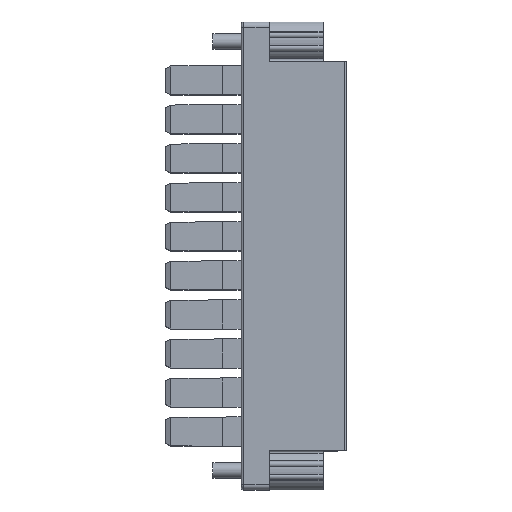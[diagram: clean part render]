
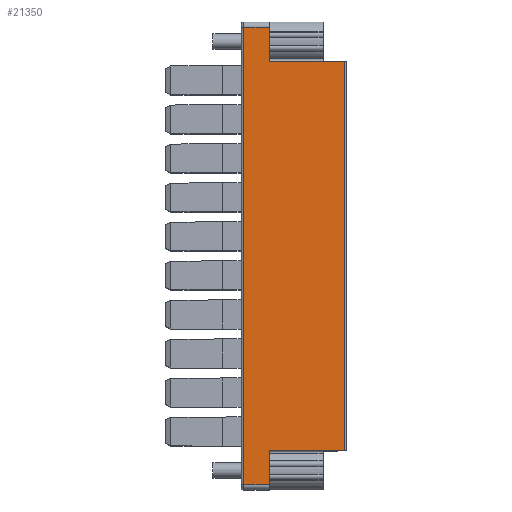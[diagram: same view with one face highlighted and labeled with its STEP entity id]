
A CAD part, top view. The second image highlights one B-rep face of the part: STEP entity #21350.
In plain terms, the highlighted planar face has unit normal (0, 0, 1).
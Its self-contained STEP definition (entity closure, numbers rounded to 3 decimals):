
#13=DIRECTION('',(1.,0.,0.));
#14=VECTOR('',#13,14.75);
#15=CARTESIAN_POINT('',(2.834,0.,9.079));
#16=LINE('',#15,#14);
#2863=DIRECTION('',(-1.,0.,0.));
#2864=VECTOR('',#2863,14.75);
#2865=CARTESIAN_POINT('',(17.584,76.15,9.079));
#2866=LINE('',#2865,#2864);
#3047=DIRECTION('',(0.,1.,0.));
#3048=VECTOR('',#3047,89.39);
#3049=CARTESIAN_POINT('',(-2.166,-6.62,
9.079));
#3050=LINE('',#3049,#3048);
#3051=DIRECTION('',(-1.,0.,0.));
#3052=VECTOR('',#3051,5.);
#3053=CARTESIAN_POINT('',(2.834,82.77,9.079));
#3054=LINE('',#3053,#3052);
#3055=DIRECTION('',(0.,-1.,0.));
#3056=VECTOR('',#3055,6.62);
#3057=CARTESIAN_POINT('',(2.834,82.77,9.079));
#3058=LINE('',#3057,#3056);
#3059=DIRECTION('',(0.,1.,0.));
#3060=VECTOR('',#3059,6.62);
#3061=CARTESIAN_POINT('',(2.834,-6.62,9.079));
#3062=LINE('',#3061,#3060);
#3063=DIRECTION('',(-1.,0.,0.));
#3064=VECTOR('',#3063,5.);
#3065=CARTESIAN_POINT('',(2.834,-6.62,9.079));
#3066=LINE('',#3065,#3064);
#3693=DIRECTION('',(0.,1.,0.));
#3694=VECTOR('',#3693,76.15);
#3695=CARTESIAN_POINT('',(17.584,0.,9.079));
#3696=LINE('',#3695,#3694);
#13891=CARTESIAN_POINT('',(17.584,0.,9.079));
#13892=VERTEX_POINT('',#13891);
#13911=CARTESIAN_POINT('',(17.584,76.15,9.079));
#13912=VERTEX_POINT('',#13911);
#16030=CARTESIAN_POINT('',(2.834,82.77,9.079));
#16031=CARTESIAN_POINT('',(2.834,76.15,9.079));
#16032=VERTEX_POINT('',#16030);
#16033=VERTEX_POINT('',#16031);
#16200=CARTESIAN_POINT('',(2.834,0.,9.079));
#16201=VERTEX_POINT('',#16200);
#16326=CARTESIAN_POINT('',(2.834,-6.62,
9.079));
#16327=VERTEX_POINT('',#16326);
#17324=CARTESIAN_POINT('',(-2.166,-6.62,
9.079));
#17325=VERTEX_POINT('',#17324);
#17328=CARTESIAN_POINT('',(-2.166,82.77,
9.079));
#17329=VERTEX_POINT('',#17328);
#21331=CARTESIAN_POINT('',(-2.166,0.,9.079));
#21332=DIRECTION('',(0.,0.,1.));
#21333=DIRECTION('',(1.,0.,0.));
#21334=AXIS2_PLACEMENT_3D('',#21331,#21332,#21333);
#21335=PLANE('',#21334);
#21337=ORIENTED_EDGE('',*,*,#21336,.T.);
#21338=ORIENTED_EDGE('',*,*,#21326,.F.);
#21339=ORIENTED_EDGE('',*,*,#20977,.T.);
#21340=ORIENTED_EDGE('',*,*,#21043,.F.);
#21342=ORIENTED_EDGE('',*,*,#21341,.F.);
#21343=ORIENTED_EDGE('',*,*,#17659,.F.);
#21345=ORIENTED_EDGE('',*,*,#21344,.F.);
#21347=ORIENTED_EDGE('',*,*,#21346,.T.);
#21348=EDGE_LOOP('',(#21337,#21338,#21339,#21340,#21342,#21343,#21345,#21347));
#21349=FACE_OUTER_BOUND('',#21348,.F.);
#21350=ADVANCED_FACE('',(#21349),#21335,.T.);
#17659=EDGE_CURVE('',#16201,#13892,#16,.T.);
#20977=EDGE_CURVE('',#16032,#16033,#3058,.T.);
#21043=EDGE_CURVE('',#13912,#16033,#2866,.T.);
#21326=EDGE_CURVE('',#16032,#17329,#3054,.T.);
#21336=EDGE_CURVE('',#17325,#17329,#3050,.T.);
#21341=EDGE_CURVE('',#13892,#13912,#3696,.T.);
#21344=EDGE_CURVE('',#16327,#16201,#3062,.T.);
#21346=EDGE_CURVE('',#16327,#17325,#3066,.T.);
